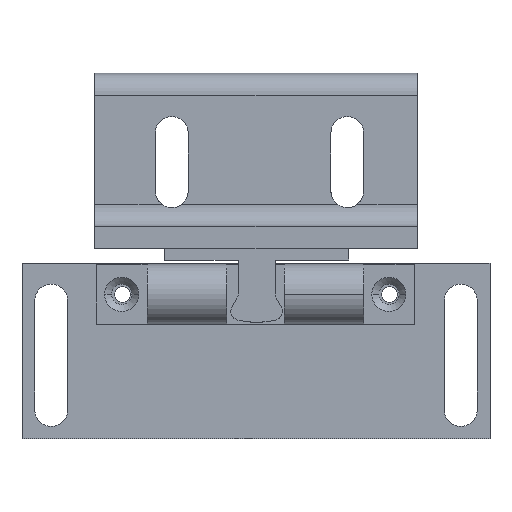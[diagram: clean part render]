
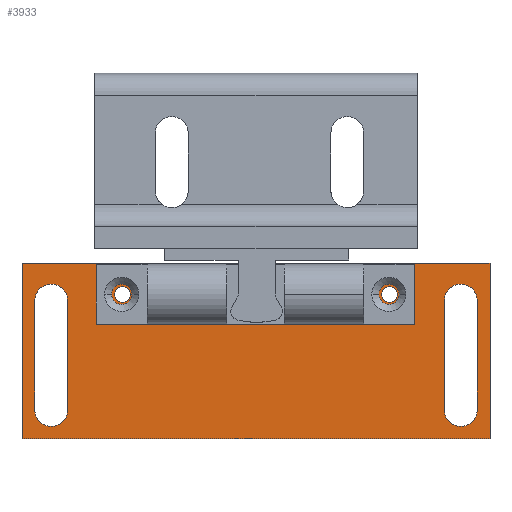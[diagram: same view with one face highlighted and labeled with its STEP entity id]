
A CAD part, top view. The second image highlights one B-rep face of the part: STEP entity #3933.
In plain terms, the highlighted planar face has unit normal (0, 0, 1).
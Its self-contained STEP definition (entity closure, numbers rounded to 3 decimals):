
#3217=CARTESIAN_POINT('',(0.529,-1.896,0.188));
#3218=VERTEX_POINT('',#3217);
#3234=CARTESIAN_POINT('',(0.663,-1.896,0.188));
#3235=VERTEX_POINT('',#3234);
#3242=CARTESIAN_POINT('',(0.596,-1.896,0.188));
#3243=DIRECTION('',(0.0,0.0,-1.0));
#3244=DIRECTION('',(-1.0,0.0,0.0));
#3245=AXIS2_PLACEMENT_3D('',#3242,#3243,#3244);
#3246=CIRCLE('',#3245,0.067);
#3247=EDGE_CURVE('',#3218,#3235,#3246,.T.);
#3259=CARTESIAN_POINT('',(-0.65,-1.896,0.188));
#3260=VERTEX_POINT('',#3259);
#3276=CARTESIAN_POINT('',(-0.516,-1.896,0.188));
#3277=VERTEX_POINT('',#3276);
#3284=CARTESIAN_POINT('',(-0.583,-1.896,0.188));
#3285=DIRECTION('',(0.0,0.0,-1.0));
#3286=DIRECTION('',(-1.0,0.0,0.0));
#3287=AXIS2_PLACEMENT_3D('',#3284,#3285,#3286);
#3288=CIRCLE('',#3287,0.067);
#3289=EDGE_CURVE('',#3260,#3277,#3288,.T.);
#3299=CARTESIAN_POINT('',(1.142,-1.963,0.188));
#3300=VERTEX_POINT('',#3299);
#3309=CARTESIAN_POINT('',(1.142,-1.829,0.188));
#3310=VERTEX_POINT('',#3309);
#3311=CARTESIAN_POINT('',(1.142,-1.896,0.188));
#3312=DIRECTION('',(0.0,0.0,-1.0));
#3313=DIRECTION('',(0.0,-1.0,0.0));
#3314=AXIS2_PLACEMENT_3D('',#3311,#3312,#3313);
#3315=CIRCLE('',#3314,0.067);
#3316=EDGE_CURVE('',#3310,#3300,#3315,.T.);
#3341=CARTESIAN_POINT('',(-1.142,-1.963,0.188));
#3342=VERTEX_POINT('',#3341);
#3351=CARTESIAN_POINT('',(-1.142,-1.829,0.188));
#3352=VERTEX_POINT('',#3351);
#3353=CARTESIAN_POINT('',(-1.142,-1.896,0.188));
#3354=DIRECTION('',(0.0,0.0,-1.0));
#3355=DIRECTION('',(0.0,-1.0,0.0));
#3356=AXIS2_PLACEMENT_3D('',#3353,#3354,#3355);
#3357=CIRCLE('',#3356,0.067);
#3358=EDGE_CURVE('',#3352,#3342,#3357,.T.);
#3392=CARTESIAN_POINT('',(-1.142,-1.896,0.188));
#3393=DIRECTION('',(0.0,0.0,-1.0));
#3394=DIRECTION('',(0.0,-1.0,0.0));
#3395=AXIS2_PLACEMENT_3D('',#3392,#3393,#3394);
#3396=CIRCLE('',#3395,0.067);
#3397=EDGE_CURVE('',#3342,#3352,#3396,.T.);
#3416=CARTESIAN_POINT('',(1.142,-1.896,0.188));
#3417=DIRECTION('',(0.0,0.0,-1.0));
#3418=DIRECTION('',(0.0,-1.0,0.0));
#3419=AXIS2_PLACEMENT_3D('',#3416,#3417,#3418);
#3420=CIRCLE('',#3419,0.067);
#3421=EDGE_CURVE('',#3300,#3310,#3420,.T.);
#3431=CARTESIAN_POINT('',(-1.61,-2.885,0.188));
#3432=VERTEX_POINT('',#3431);
#3433=CARTESIAN_POINT('',(-1.89,-2.885,0.188));
#3434=VERTEX_POINT('',#3433);
#3435=CARTESIAN_POINT('',(-1.75,-2.885,0.188));
#3436=DIRECTION('',(0.0,0.0,-1.0));
#3437=DIRECTION('',(0.0,-1.0,0.0));
#3438=AXIS2_PLACEMENT_3D('',#3435,#3436,#3437);
#3439=CIRCLE('',#3438,0.14);
#3440=EDGE_CURVE('',#3432,#3434,#3439,.T.);
#3473=CARTESIAN_POINT('',(-1.89,-1.948,0.188));
#3474=VERTEX_POINT('',#3473);
#3475=CARTESIAN_POINT('',(-1.89,-2.885,0.188));
#3476=DIRECTION('',(0.0,1.0,0.0));
#3477=VECTOR('',#3476,0.937);
#3478=LINE('',#3475,#3477);
#3479=EDGE_CURVE('',#3434,#3474,#3478,.T.);
#3504=CARTESIAN_POINT('',(-1.61,-1.948,0.188));
#3505=VERTEX_POINT('',#3504);
#3506=CARTESIAN_POINT('',(-1.75,-1.948,0.188));
#3507=DIRECTION('',(0.0,0.0,-1.0));
#3508=DIRECTION('',(0.0,1.0,0.0));
#3509=AXIS2_PLACEMENT_3D('',#3506,#3507,#3508);
#3510=CIRCLE('',#3509,0.14);
#3511=EDGE_CURVE('',#3474,#3505,#3510,.T.);
#3537=CARTESIAN_POINT('',(-1.61,-1.948,0.188));
#3538=DIRECTION('',(0.0,-1.0,0.0));
#3539=VECTOR('',#3538,0.937);
#3540=LINE('',#3537,#3539);
#3541=EDGE_CURVE('',#3505,#3432,#3540,.T.);
#3560=CARTESIAN_POINT('',(-0.583,-1.896,0.188));
#3561=DIRECTION('',(0.0,0.0,-1.0));
#3562=DIRECTION('',(-1.0,0.0,0.0));
#3563=AXIS2_PLACEMENT_3D('',#3560,#3561,#3562);
#3564=CIRCLE('',#3563,0.067);
#3565=EDGE_CURVE('',#3277,#3260,#3564,.T.);
#3584=CARTESIAN_POINT('',(0.596,-1.896,0.188));
#3585=DIRECTION('',(0.0,0.0,-1.0));
#3586=DIRECTION('',(-1.0,0.0,0.0));
#3587=AXIS2_PLACEMENT_3D('',#3584,#3585,#3586);
#3588=CIRCLE('',#3587,0.067);
#3589=EDGE_CURVE('',#3235,#3218,#3588,.T.);
#3607=CARTESIAN_POINT('',(1.89,-2.885,0.188));
#3608=VERTEX_POINT('',#3607);
#3609=CARTESIAN_POINT('',(1.61,-2.885,0.188));
#3610=VERTEX_POINT('',#3609);
#3611=CARTESIAN_POINT('',(1.75,-2.885,0.188));
#3612=DIRECTION('',(0.0,0.0,-1.0));
#3613=DIRECTION('',(0.0,-1.0,0.0));
#3614=AXIS2_PLACEMENT_3D('',#3611,#3612,#3613);
#3615=CIRCLE('',#3614,0.14);
#3616=EDGE_CURVE('',#3608,#3610,#3615,.T.);
#3649=CARTESIAN_POINT('',(1.61,-1.948,0.188));
#3650=VERTEX_POINT('',#3649);
#3651=CARTESIAN_POINT('',(1.61,-2.885,0.188));
#3652=DIRECTION('',(0.0,1.0,0.0));
#3653=VECTOR('',#3652,0.937);
#3654=LINE('',#3651,#3653);
#3655=EDGE_CURVE('',#3610,#3650,#3654,.T.);
#3680=CARTESIAN_POINT('',(1.89,-1.948,0.188));
#3681=VERTEX_POINT('',#3680);
#3682=CARTESIAN_POINT('',(1.75,-1.948,0.188));
#3683=DIRECTION('',(0.0,0.0,-1.0));
#3684=DIRECTION('',(0.0,1.0,0.0));
#3685=AXIS2_PLACEMENT_3D('',#3682,#3683,#3684);
#3686=CIRCLE('',#3685,0.14);
#3687=EDGE_CURVE('',#3650,#3681,#3686,.T.);
#3713=CARTESIAN_POINT('',(1.89,-1.948,0.188));
#3714=DIRECTION('',(0.0,-1.0,0.0));
#3715=VECTOR('',#3714,0.937);
#3716=LINE('',#3713,#3715);
#3717=EDGE_CURVE('',#3681,#3608,#3716,.T.);
#3735=CARTESIAN_POINT('',(2.0,-1.63,0.188));
#3736=VERTEX_POINT('',#3735);
#3737=CARTESIAN_POINT('',(2.0,-3.13,0.188));
#3738=VERTEX_POINT('',#3737);
#3739=CARTESIAN_POINT('',(2.0,-1.63,0.188));
#3740=DIRECTION('',(0.0,-1.0,0.0));
#3741=VECTOR('',#3740,1.5);
#3742=LINE('',#3739,#3741);
#3743=EDGE_CURVE('',#3736,#3738,#3742,.T.);
#3775=CARTESIAN_POINT('',(-2.0,-3.13,0.188));
#3776=VERTEX_POINT('',#3775);
#3777=CARTESIAN_POINT('',(2.0,-3.13,0.188));
#3778=DIRECTION('',(-1.0,0.0,0.0));
#3779=VECTOR('',#3778,4.0);
#3780=LINE('',#3777,#3779);
#3781=EDGE_CURVE('',#3738,#3776,#3780,.T.);
#3806=CARTESIAN_POINT('',(-2.,-1.63,0.188));
#3807=VERTEX_POINT('',#3806);
#3808=CARTESIAN_POINT('',(-2.,-3.13,0.188));
#3809=DIRECTION('',(0.0,1.0,0.0));
#3810=VECTOR('',#3809,1.5);
#3811=LINE('',#3808,#3810);
#3812=EDGE_CURVE('',#3776,#3807,#3811,.T.);
#3837=CARTESIAN_POINT('',(-2.,-1.63,0.188));
#3838=DIRECTION('',(1.0,0.0,0.0));
#3839=VECTOR('',#3838,4.);
#3840=LINE('',#3837,#3839);
#3841=EDGE_CURVE('',#3807,#3736,#3840,.T.);
#3894=CARTESIAN_POINT('',(1.183,-1.896,0.188));
#3895=DIRECTION('',(0.0,0.0,1.0));
#3896=DIRECTION('',(0.0,-1.0,0.0));
#3897=AXIS2_PLACEMENT_3D('',#3894,#3895,#3896);
#3898=PLANE('',#3897);
#3899=ORIENTED_EDGE('',*,*,#3743,.F.);
#3900=ORIENTED_EDGE('',*,*,#3841,.F.);
#3901=ORIENTED_EDGE('',*,*,#3812,.F.);
#3902=ORIENTED_EDGE('',*,*,#3781,.F.);
#3903=EDGE_LOOP('',(#3899,#3900,#3901,#3902));
#3904=FACE_OUTER_BOUND('',#3903,.T.);
#3905=ORIENTED_EDGE('',*,*,#3397,.T.);
#3906=ORIENTED_EDGE('',*,*,#3358,.T.);
#3907=EDGE_LOOP('',(#3905,#3906));
#3908=FACE_BOUND('',#3907,.T.);
#3909=ORIENTED_EDGE('',*,*,#3421,.T.);
#3910=ORIENTED_EDGE('',*,*,#3316,.T.);
#3911=EDGE_LOOP('',(#3909,#3910));
#3912=FACE_BOUND('',#3911,.T.);
#3913=ORIENTED_EDGE('',*,*,#3440,.T.);
#3914=ORIENTED_EDGE('',*,*,#3479,.T.);
#3915=ORIENTED_EDGE('',*,*,#3511,.T.);
#3916=ORIENTED_EDGE('',*,*,#3541,.T.);
#3917=EDGE_LOOP('',(#3913,#3914,#3915,#3916));
#3918=FACE_BOUND('',#3917,.T.);
#3919=ORIENTED_EDGE('',*,*,#3289,.T.);
#3920=ORIENTED_EDGE('',*,*,#3565,.T.);
#3921=EDGE_LOOP('',(#3919,#3920));
#3922=FACE_BOUND('',#3921,.T.);
#3923=ORIENTED_EDGE('',*,*,#3247,.T.);
#3924=ORIENTED_EDGE('',*,*,#3589,.T.);
#3925=EDGE_LOOP('',(#3923,#3924));
#3926=FACE_BOUND('',#3925,.T.);
#3927=ORIENTED_EDGE('',*,*,#3616,.T.);
#3928=ORIENTED_EDGE('',*,*,#3655,.T.);
#3929=ORIENTED_EDGE('',*,*,#3687,.T.);
#3930=ORIENTED_EDGE('',*,*,#3717,.T.);
#3931=EDGE_LOOP('',(#3927,#3928,#3929,#3930));
#3932=FACE_BOUND('',#3931,.T.);
#3933=ADVANCED_FACE('',(#3904,#3908,#3912,#3918,#3922,#3926,#3932),#3898,.T.);
